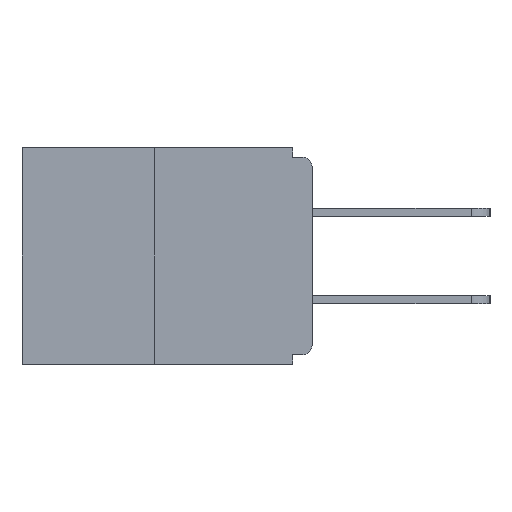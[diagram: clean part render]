
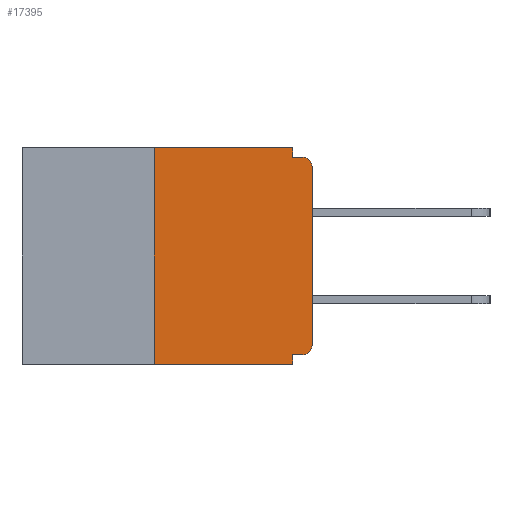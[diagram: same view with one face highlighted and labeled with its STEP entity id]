
A CAD part, left-side view. The second image highlights one B-rep face of the part: STEP entity #17395.
In plain terms, the highlighted planar face has unit normal (-1, 0, 0).
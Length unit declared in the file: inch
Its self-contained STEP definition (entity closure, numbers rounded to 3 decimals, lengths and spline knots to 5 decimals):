
#557 = ORIENTED_EDGE ( 'NONE', *, *, #1951, .T. ) ;
#632 = CARTESIAN_POINT ( 'NONE',  ( 0., 0.031, 0. ) ) ;
#711 = DIRECTION ( 'NONE',  ( 0., -1., 0. ) ) ;
#763 = EDGE_CURVE ( 'NONE', #18430, #24308, #3570, .T. ) ;
#916 = VECTOR ( 'NONE', #18273, 39.37008 ) ;
#1074 = CARTESIAN_POINT ( 'NONE',  ( 0., 0.015, -0.015 ) ) ;
#1144 = EDGE_CURVE ( 'NONE', #3091, #18430, #26958, .T. ) ;
#1481 = VECTOR ( 'NONE', #25855, 39.37008 ) ;
#1951 = EDGE_CURVE ( 'NONE', #29912, #2477, #29940, .T. ) ;
#2474 = LINE ( 'NONE', #25245, #24012 ) ;
#2477 = VERTEX_POINT ( 'NONE', #21979 ) ;
#3091 = VERTEX_POINT ( 'NONE', #14341 ) ;
#3320 = CARTESIAN_POINT ( 'NONE',  ( 0., 0.46, 0. ) ) ;
#3341 = CARTESIAN_POINT ( 'NONE',  ( 0., 0.46, -0.343 ) ) ;
#3570 = LINE ( 'NONE', #632, #916 ) ;
#3811 = CARTESIAN_POINT ( 'NONE',  ( 0., 0., 0. ) ) ;
#3917 = FACE_OUTER_BOUND ( 'NONE', #18870, .T. ) ;
#5232 = VERTEX_POINT ( 'NONE', #30922 ) ;
#5548 = ORIENTED_EDGE ( 'NONE', *, *, #14835, .F. ) ;
#6624 = DIRECTION ( 'NONE',  ( 0., 0., -1. ) ) ;
#6920 = VERTEX_POINT ( 'NONE', #1074 ) ;
#7049 = ORIENTED_EDGE ( 'NONE', *, *, #763, .F. ) ;
#7446 = CARTESIAN_POINT ( 'NONE',  ( 0., 0., -0.03 ) ) ;
#7734 = CIRCLE ( 'NONE', #18772, 0.015 ) ;
#7756 = DIRECTION ( 'NONE',  ( 0., -1., 0. ) ) ;
#8181 = VECTOR ( 'NONE', #7756, 39.37008 ) ;
#8203 = ORIENTED_EDGE ( 'NONE', *, *, #13166, .F. ) ;
#8539 = CARTESIAN_POINT ( 'NONE',  ( 0., 0.031, -0.343 ) ) ;
#9088 = VECTOR ( 'NONE', #20412, 39.37008 ) ;
#9115 = CARTESIAN_POINT ( 'NONE',  ( 0., 0.031, 0. ) ) ;
#9569 = VERTEX_POINT ( 'NONE', #7446 ) ;
#9839 = DIRECTION ( 'NONE',  ( -1., 0., 0. ) ) ;
#10620 = EDGE_CURVE ( 'NONE', #29912, #26541, #23051, .T. ) ;
#10967 = ORIENTED_EDGE ( 'NONE', *, *, #18249, .T. ) ;
#11956 = VECTOR ( 'NONE', #20912, 39.37008 ) ;
#12304 = EDGE_CURVE ( 'NONE', #5232, #23755, #31260, .T. ) ;
#12384 = DIRECTION ( 'NONE',  ( 0., 0., -1. ) ) ;
#12926 = DIRECTION ( 'NONE',  ( 0., 0., 1. ) ) ;
#13166 = EDGE_CURVE ( 'NONE', #5232, #3091, #27361, .T. ) ;
#13333 = ORIENTED_EDGE ( 'NONE', *, *, #26364, .F. ) ;
#13465 = CARTESIAN_POINT ( 'NONE',  ( 0., 0., -0.328 ) ) ;
#13646 = DIRECTION ( 'NONE',  ( -1., 0., 0. ) ) ;
#14341 = CARTESIAN_POINT ( 'NONE',  ( 0., 0.25, 0. ) ) ;
#14487 = CARTESIAN_POINT ( 'NONE',  ( 0., 0.46, 0. ) ) ;
#14574 = CARTESIAN_POINT ( 'NONE',  ( 0., 0.031, -0.328 ) ) ;
#14835 = EDGE_CURVE ( 'NONE', #24308, #6920, #24159, .T. ) ;
#15137 = PLANE ( 'NONE',  #22593 ) ;
#15356 = DIRECTION ( 'NONE',  ( 1., 0., 0. ) ) ;
#16354 = CARTESIAN_POINT ( 'NONE',  ( 0., 0.015, -0.313 ) ) ;
#16372 = CARTESIAN_POINT ( 'NONE',  ( 0., 0.015, -0.328 ) ) ;
#16545 = ORIENTED_EDGE ( 'NONE', *, *, #1144, .F. ) ;
#16920 = EDGE_CURVE ( 'NONE', #9569, #6920, #7734, .T. ) ;
#17395 = ADVANCED_FACE ( 'NONE', ( #3917 ), #15137, .F. ) ;
#17626 = AXIS2_PLACEMENT_3D ( 'NONE', #16354, #13646, #23760 ) ;
#18249 = EDGE_CURVE ( 'NONE', #2477, #9569, #18636, .T. ) ;
#18273 = DIRECTION ( 'NONE',  ( 0., 0., -1. ) ) ;
#18430 = VERTEX_POINT ( 'NONE', #9115 ) ;
#18592 = CARTESIAN_POINT ( 'NONE',  ( 0., 0.25, 0. ) ) ;
#18636 = LINE ( 'NONE', #3811, #20126 ) ;
#18772 = AXIS2_PLACEMENT_3D ( 'NONE', #26592, #9839, #12384 ) ;
#18870 = EDGE_LOOP ( 'NONE', ( #16545, #8203, #19140, #13333, #26871, #557, #10967, #22102, #5548, #7049 ) ) ;
#19140 = ORIENTED_EDGE ( 'NONE', *, *, #12304, .T. ) ;
#20126 = VECTOR ( 'NONE', #12926, 39.37008 ) ;
#20412 = DIRECTION ( 'NONE',  ( 0., 1., 0. ) ) ;
#20900 = VECTOR ( 'NONE', #711, 39.37008 ) ;
#20912 = DIRECTION ( 'NONE',  ( 0., 0., 1. ) ) ;
#21979 = CARTESIAN_POINT ( 'NONE',  ( 0., 0., -0.313 ) ) ;
#22102 = ORIENTED_EDGE ( 'NONE', *, *, #16920, .T. ) ;
#22593 = AXIS2_PLACEMENT_3D ( 'NONE', #3320, #15356, #22634 ) ;
#22634 = DIRECTION ( 'NONE',  ( 0., 0., -1. ) ) ;
#23051 = LINE ( 'NONE', #13465, #9088 ) ;
#23311 = CARTESIAN_POINT ( 'NONE',  ( 0., 0., -0.015 ) ) ;
#23755 = VERTEX_POINT ( 'NONE', #8539 ) ;
#23760 = DIRECTION ( 'NONE',  ( 0., 0., -1. ) ) ;
#24012 = VECTOR ( 'NONE', #6624, 39.37008 ) ;
#24159 = LINE ( 'NONE', #23311, #1481 ) ;
#24308 = VERTEX_POINT ( 'NONE', #28023 ) ;
#25245 = CARTESIAN_POINT ( 'NONE',  ( 0., 0.031, -0.343 ) ) ;
#25855 = DIRECTION ( 'NONE',  ( 0., -1., 0. ) ) ;
#26364 = EDGE_CURVE ( 'NONE', #26541, #23755, #2474, .T. ) ;
#26541 = VERTEX_POINT ( 'NONE', #14574 ) ;
#26592 = CARTESIAN_POINT ( 'NONE',  ( 0., 0.015, -0.03 ) ) ;
#26871 = ORIENTED_EDGE ( 'NONE', *, *, #10620, .F. ) ;
#26958 = LINE ( 'NONE', #14487, #20900 ) ;
#27361 = LINE ( 'NONE', #18592, #11956 ) ;
#28023 = CARTESIAN_POINT ( 'NONE',  ( 0., 0.031, -0.015 ) ) ;
#29912 = VERTEX_POINT ( 'NONE', #16372 ) ;
#29940 = CIRCLE ( 'NONE', #17626, 0.015 ) ;
#30922 = CARTESIAN_POINT ( 'NONE',  ( 0., 0.25, -0.343 ) ) ;
#31260 = LINE ( 'NONE', #3341, #8181 ) ;
